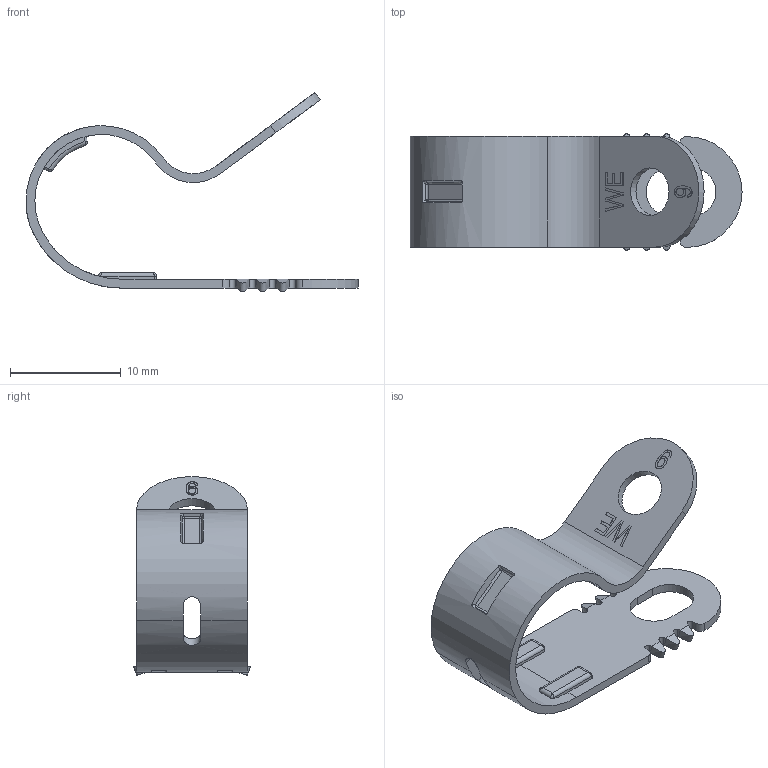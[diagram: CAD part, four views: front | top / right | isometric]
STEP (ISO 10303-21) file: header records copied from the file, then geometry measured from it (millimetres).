
FILE_DESCRIPTION( ( 'Unknown' ), '1' );
FILE_NAME( '7425109.stp', 'Unknown', ( 'Unknown' ), ( 'Unknown' ), 'PSStep 20.0.26', 'Unknown', ' ' );
FILE_SCHEMA( ( 'AUTOMOTIVE_DESIGN { 1 0 10303 214 1 1 1 1 }' ) );
Length unit declared in the file: millimetre
Products named in the file (1): 1
Bounding box: 29.95 x 10.49 x 17.92 mm (x, y, z)
Volume: 480.9 mm3; surface area: 1388.9 mm2
Topology: 1 solids, 1 shells, 208 faces, 558 edges, 340 vertices
Faces by surface type: plane 89, cylinder 64, bspline 40, extrusion 9, sphere 4, torus 2
Full cylindrical faces by diameter (mm): 4.3 x1
Entity records: 15084 total; most frequent: CARTESIAN_POINT 8595, ORIENTED_EDGE 1080, DIRECTION 887, EDGE_CURVE 540, VERTEX_POINT 340, AXIS2_PLACEMENT_3D 304, VECTOR 279, LINE 270
